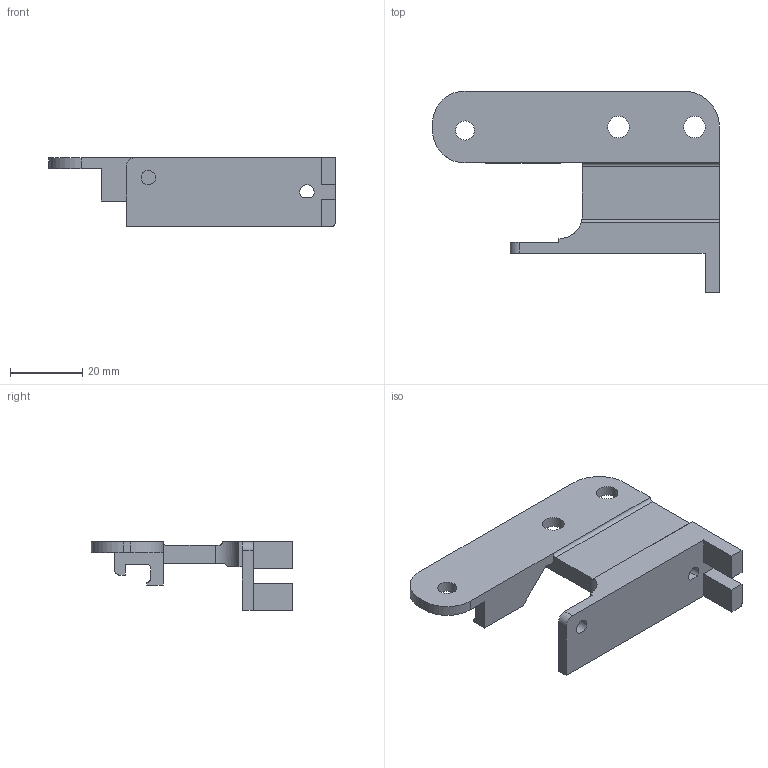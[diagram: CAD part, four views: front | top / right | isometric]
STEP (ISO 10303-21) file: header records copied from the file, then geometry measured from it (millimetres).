
FILE_DESCRIPTION(/* description */ (''),/* implementation_level */ '2;1');
FILE_NAME(/* name */ 'ATC_ITEM_20x20_X_BELT_ANCHOR_1x.step',/* time_stamp */ '2021-01-07T02:02:09+01:00',/* author */ (''),/* organization */ (''),/* preprocessor_version */ 'ST-DEVELOPER v18.1',/* originating_system */ 'Autodesk Translation Framework v9.7.0.1280',/* authorisation */ '');
FILE_SCHEMA (('AUTOMOTIVE_DESIGN { 1 0 10303 214 3 1 1 }'));
Length unit declared in the file: millimetre
Products named in the file (1): ATC_ITEM_20x20_X_BELT_ANCHOR_1x
Bounding box: 79.59 x 56 x 19 mm (x, y, z)
Volume: 14882.9 mm3; surface area: 9067 mm2
Topology: 1 solids, 1 shells, 55 faces, 156 edges, 103 vertices
Faces by surface type: plane 37, cylinder 18
Full cylindrical faces by diameter (mm): 4 x1, 5.3 x1, 6 x2
Entity records: 1850 total; most frequent: CARTESIAN_POINT 324, ORIENTED_EDGE 312, DIRECTION 304, EDGE_CURVE 156, LINE 118, VECTOR 118, VERTEX_POINT 103, AXIS2_PLACEMENT_3D 93
